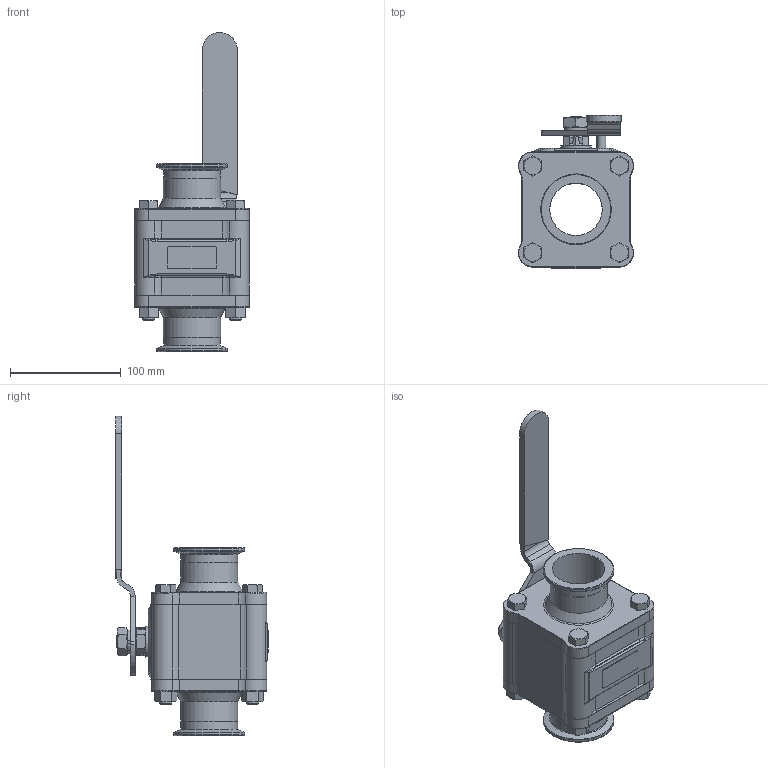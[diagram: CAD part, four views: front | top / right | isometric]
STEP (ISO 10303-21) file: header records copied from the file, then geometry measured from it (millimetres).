
FILE_DESCRIPTION(/* description */ (''),/* implementation_level */ '2;1');
FILE_NAME(/* name */ 'GA-WK70-20-TRI-W.stp',/* time_stamp */ '2022-12-05T09:02:28+00:00',/* author */ ('10157457'),/* organization */ (''),/* preprocessor_version */ 'ST-DEVELOPER v18.1',/* originating_system */ 'Autodesk Inventor 2020',/* authorisation */ '');
FILE_SCHEMA (('AUTOMOTIVE_DESIGN { 1 0 10303 214 3 1 1 }'));
Length unit declared in the file: millimetre
Products named in the file (1): CS-WK70-20-TRI_Shrinkwrap_1
Bounding box: 103.89 x 138.34 x 288.89 mm (x, y, z)
Volume: 878670.8 mm3; surface area: 121921.5 mm2
Topology: 1 solids, 1 shells, 485 faces, 1263 edges, 791 vertices
Faces by surface type: plane 189, cone 117, cylinder 88, bspline 62, torus 25, sphere 4
Full cylindrical faces by diameter (mm): 5.436 x4, 8.128 x1, 11.113 x4, 20.015 x1, 27.813 x1, 35.077 x1, 47.498 x1, 51.562 x2, 51.943 x2, 63.957 x2
Entity records: 17314 total; most frequent: CARTESIAN_POINT 5515, ORIENTED_EDGE 2510, DIRECTION 2263, EDGE_CURVE 1255, AXIS2_PLACEMENT_3D 894, VERTEX_POINT 791, EDGE_LOOP 522, FACE_OUTER_BOUND 485
